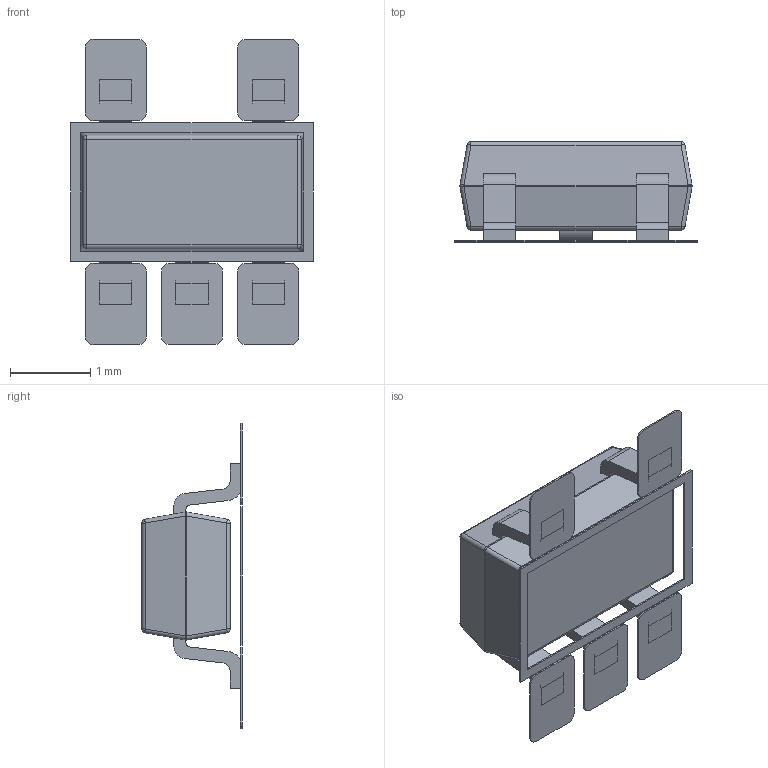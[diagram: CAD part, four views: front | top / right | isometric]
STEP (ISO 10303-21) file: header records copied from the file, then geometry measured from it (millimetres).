
FILE_DESCRIPTION (( 'STEP AP214' ), '1' );
FILE_NAME ('sot23-5.STEP', '2023-08-18T09:50:49', ( '' ), ( '' ), 'SwSTEP 2.0', 'SolidWorks 2021', '' );
FILE_SCHEMA (( 'AUTOMOTIVE_DESIGN' ));
Length unit declared in the file: millimetre
Products named in the file (1): sot23-5
Bounding box: 3.03 x 1.25 x 3.81 mm (x, y, z)
Volume: 5.1 mm3; surface area: 34.9 mm2
Topology: 12 solids, 12 shells, 270 faces, 682 edges, 438 vertices
Faces by surface type: plane 126, bspline 70, cylinder 60, sphere 14
Entity records: 12068 total; most frequent: CARTESIAN_POINT 5363, ORIENTED_EDGE 1348, DIRECTION 1062, EDGE_CURVE 674, VERTEX_POINT 436, LINE 408, VECTOR 408, AXIS2_PLACEMENT_3D 327
